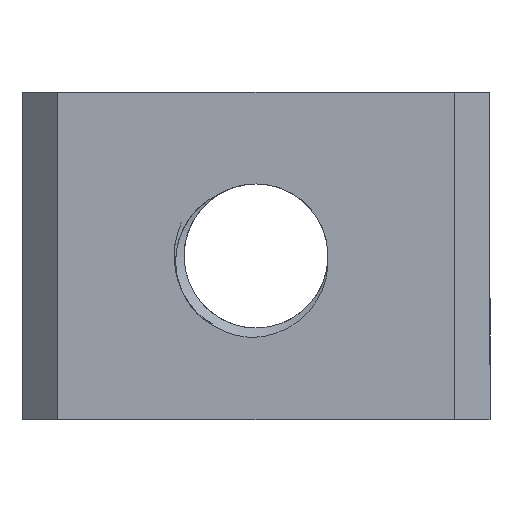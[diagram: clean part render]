
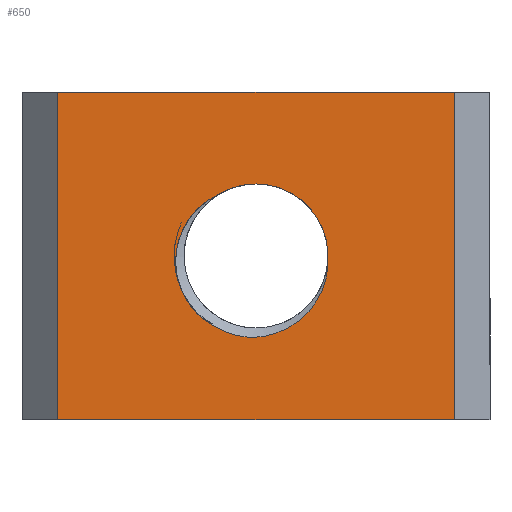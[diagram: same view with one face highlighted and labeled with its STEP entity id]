
A CAD part, front view. The second image highlights one B-rep face of the part: STEP entity #650.
In plain terms, the highlighted face is planar.
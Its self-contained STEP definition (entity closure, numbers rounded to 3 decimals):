
#28 = VERTEX_POINT ( 'NONE', #3178 ) ;
#124 = DIRECTION ( 'NONE',  ( 0., 0., -1. ) ) ;
#143 = CARTESIAN_POINT ( 'NONE',  ( -23., 11., 33.117 ) ) ;
#159 = CARTESIAN_POINT ( 'NONE',  ( -23., 10.034, 27.043 ) ) ;
#197 = CARTESIAN_POINT ( 'NONE',  ( -23., 5.8, 30.842 ) ) ;
#290 = VECTOR ( 'NONE', #1785, 1000. ) ;
#320 = ORIENTED_EDGE ( 'NONE', *, *, #416, .F. ) ;
#394 = EDGE_CURVE ( 'NONE', #3957, #3248, #1576, .T. ) ;
#416 = EDGE_CURVE ( 'NONE', #3594, #3957, #1908, .T. ) ;
#509 = CARTESIAN_POINT ( 'NONE',  ( -23., 26.128, 45.613 ) ) ;
#517 = DIRECTION ( 'NONE',  ( 0., -1., 0. ) ) ;
#546 = CARTESIAN_POINT ( 'NONE',  ( -23., 13.406, 27.325 ) ) ;
#559 = AXIS2_PLACEMENT_3D ( 'NONE', #2233, #1096, #1552 ) ;
#564 = ORIENTED_EDGE ( 'NONE', *, *, #1392, .T. ) ;
#650 = ADVANCED_FACE ( 'NONE', ( #4104, #2178 ), #3306, .F. ) ;
#907 = CARTESIAN_POINT ( 'NONE',  ( -23., 14.33, 27.828 ) ) ;
#1096 = DIRECTION ( 'NONE',  ( 1., 0., 0. ) ) ;
#1169 = EDGE_CURVE ( 'NONE', #1844, #28, #3430, .T. ) ;
#1197 = EDGE_CURVE ( 'NONE', #3181, #3248, #3884, .T. ) ;
#1268 = CARTESIAN_POINT ( 'NONE',  ( -23., 26.128, 20.613 ) ) ;
#1317 = CARTESIAN_POINT ( 'NONE',  ( -23., 11.359, 26.877 ) ) ;
#1335 = CARTESIAN_POINT ( 'NONE',  ( -23., 10.973, 26.885 ) ) ;
#1368 = DIRECTION ( 'NONE',  ( 0., 0., -1. ) ) ;
#1392 = EDGE_CURVE ( 'NONE', #4587, #3181, #3267, .T. ) ;
#1443 = CARTESIAN_POINT ( 'NONE',  ( -23., 11.511, 32.7 ) ) ;
#1552 = DIRECTION ( 'NONE',  ( 0., 0., -1. ) ) ;
#1576 = B_SPLINE_CURVE_WITH_KNOTS ( 'NONE', 3,
 ( #2798, #1335, #1652, #159, #2781, #2097, #4229, #1712, #4269, #3213, #3847, #4657, #3914, #4208, #2390, #197, #2757, #2043, #4604, #2409 ),
 .UNSPECIFIED., .F., .F.,
 ( 4, 2, 2, 2, 2, 2, 2, 2, 2, 4 ),
 ( 0., 0.001, 0.002, 0.002, 0.003, 0.005, 0.006, 0.007, 0.008, 0.009 ),
 .UNSPECIFIED. ) ;
#1595 = ORIENTED_EDGE ( 'NONE', *, *, #1197, .T. ) ;
#1603 = EDGE_CURVE ( 'NONE', #4587, #3594, #2117, .T. ) ;
#1652 = CARTESIAN_POINT ( 'NONE',  ( -23., 10.594, 26.926 ) ) ;
#1712 = CARTESIAN_POINT ( 'NONE',  ( -23., 8.769, 27.491 ) ) ;
#1726 = ORIENTED_EDGE ( 'NONE', *, *, #1603, .F. ) ;
#1785 = DIRECTION ( 'NONE',  ( 0., 0., 1. ) ) ;
#1838 = ORIENTED_EDGE ( 'NONE', *, *, #2162, .T. ) ;
#1844 = VERTEX_POINT ( 'NONE', #509 ) ;
#1908 = B_SPLINE_CURVE_WITH_KNOTS ( 'NONE', 3,
 ( #907, #4624, #546, #3157, #4284, #1317 ),
 .UNSPECIFIED., .F., .F.,
 ( 4, 2, 4 ),
 ( 0.002, 0.003, 0.005 ),
 .UNSPECIFIED. ) ;
#1962 = VERTEX_POINT ( 'NONE', #4227 ) ;
#2027 = DIRECTION ( 'NONE',  ( 1., 0., 0. ) ) ;
#2043 = CARTESIAN_POINT ( 'NONE',  ( -23., 5.54, 31.964 ) ) ;
#2097 = CARTESIAN_POINT ( 'NONE',  ( -23., 9.484, 27.203 ) ) ;
#2117 = CIRCLE ( 'NONE', #2304, 5.628 ) ;
#2162 = EDGE_CURVE ( 'NONE', #3806, #1962, #2959, .T. ) ;
#2178 = FACE_BOUND ( 'NONE', #3240, .T. ) ;
#2233 = CARTESIAN_POINT ( 'NONE',  ( -23., 26., 43.113 ) ) ;
#2252 = EDGE_LOOP ( 'NONE', ( #1838, #4322, #2298, #3466 ) ) ;
#2268 = VECTOR ( 'NONE', #4551, 1000. ) ;
#2298 = ORIENTED_EDGE ( 'NONE', *, *, #1169, .F. ) ;
#2304 = AXIS2_PLACEMENT_3D ( 'NONE', #1443, #4010, #3692 ) ;
#2390 = CARTESIAN_POINT ( 'NONE',  ( -23., 6.093, 30.138 ) ) ;
#2409 = CARTESIAN_POINT ( 'NONE',  ( -23., 5.514, 32.726 ) ) ;
#2452 = CARTESIAN_POINT ( 'NONE',  ( -23., 11., 33.117 ) ) ;
#2505 = LINE ( 'NONE', #1268, #2268 ) ;
#2757 = CARTESIAN_POINT ( 'NONE',  ( -23., 5.688, 31.207 ) ) ;
#2781 = CARTESIAN_POINT ( 'NONE',  ( -23., 9.85, 27.09 ) ) ;
#2798 = CARTESIAN_POINT ( 'NONE',  ( -23., 11.359, 26.877 ) ) ;
#2834 = ORIENTED_EDGE ( 'NONE', *, *, #394, .F. ) ;
#2907 = VECTOR ( 'NONE', #4780, 1000. ) ;
#2959 = LINE ( 'NONE', #3329, #2907 ) ;
#3013 = EDGE_CURVE ( 'NONE', #1844, #3806, #2505, .T. ) ;
#3157 = CARTESIAN_POINT ( 'NONE',  ( -23., 12.405, 27.004 ) ) ;
#3178 = CARTESIAN_POINT ( 'NONE',  ( -23., -4.128, 45.613 ) ) ;
#3181 = VERTEX_POINT ( 'NONE', #3970 ) ;
#3213 = CARTESIAN_POINT ( 'NONE',  ( -23., 7.797, 28.09 ) ) ;
#3222 = AXIS2_PLACEMENT_3D ( 'NONE', #2452, #3601, #1368 ) ;
#3240 = EDGE_LOOP ( 'NONE', ( #320, #1726, #564, #1595, #2834 ) ) ;
#3248 = VERTEX_POINT ( 'NONE', #3417 ) ;
#3261 = CARTESIAN_POINT ( 'NONE',  ( -23., 26.128, 20.613 ) ) ;
#3267 = CIRCLE ( 'NONE', #3222, 5.5 ) ;
#3306 = PLANE ( 'NONE',  #559 ) ;
#3312 = CARTESIAN_POINT ( 'NONE',  ( -23., 11.359, 26.877 ) ) ;
#3329 = CARTESIAN_POINT ( 'NONE',  ( -23., 28.878, 20.613 ) ) ;
#3356 = AXIS2_PLACEMENT_3D ( 'NONE', #143, #2027, #124 ) ;
#3417 = CARTESIAN_POINT ( 'NONE',  ( -23., 5.514, 32.726 ) ) ;
#3430 = LINE ( 'NONE', #3496, #4352 ) ;
#3466 = ORIENTED_EDGE ( 'NONE', *, *, #3013, .T. ) ;
#3496 = CARTESIAN_POINT ( 'NONE',  ( -23., 28.878, 45.613 ) ) ;
#3548 = LINE ( 'NONE', #4324, #290 ) ;
#3594 = VERTEX_POINT ( 'NONE', #4306 ) ;
#3601 = DIRECTION ( 'NONE',  ( 1., 0., 0. ) ) ;
#3634 = EDGE_CURVE ( 'NONE', #1962, #28, #3548, .T. ) ;
#3692 = DIRECTION ( 'NONE',  ( 0., 0., -1. ) ) ;
#3806 = VERTEX_POINT ( 'NONE', #3261 ) ;
#3847 = CARTESIAN_POINT ( 'NONE',  ( -23., 7.494, 28.334 ) ) ;
#3884 = CIRCLE ( 'NONE', #3356, 5.5 ) ;
#3914 = CARTESIAN_POINT ( 'NONE',  ( -23., 6.706, 29.163 ) ) ;
#3957 = VERTEX_POINT ( 'NONE', #3312 ) ;
#3970 = CARTESIAN_POINT ( 'NONE',  ( -23., 11., 38.617 ) ) ;
#4010 = DIRECTION ( 'NONE',  ( -1., 0., 0. ) ) ;
#4104 = FACE_OUTER_BOUND ( 'NONE', #2252, .T. ) ;
#4108 = CARTESIAN_POINT ( 'NONE',  ( -23., 13.861, 37.815 ) ) ;
#4208 = CARTESIAN_POINT ( 'NONE',  ( -23., 6.278, 29.796 ) ) ;
#4227 = CARTESIAN_POINT ( 'NONE',  ( -23., -4.128, 20.613 ) ) ;
#4229 = CARTESIAN_POINT ( 'NONE',  ( -23., 9.301, 27.269 ) ) ;
#4269 = CARTESIAN_POINT ( 'NONE',  ( -23., 8.433, 27.67 ) ) ;
#4284 = CARTESIAN_POINT ( 'NONE',  ( -23., 11.885, 26.908 ) ) ;
#4306 = CARTESIAN_POINT ( 'NONE',  ( -23., 14.33, 27.828 ) ) ;
#4322 = ORIENTED_EDGE ( 'NONE', *, *, #3634, .T. ) ;
#4324 = CARTESIAN_POINT ( 'NONE',  ( -23., -4.128, 45.613 ) ) ;
#4352 = VECTOR ( 'NONE', #517, 1000. ) ;
#4551 = DIRECTION ( 'NONE',  ( 0., 0., -1. ) ) ;
#4587 = VERTEX_POINT ( 'NONE', #4108 ) ;
#4604 = CARTESIAN_POINT ( 'NONE',  ( -23., 5.507, 32.346 ) ) ;
#4624 = CARTESIAN_POINT ( 'NONE',  ( -23., 13.888, 27.55 ) ) ;
#4657 = CARTESIAN_POINT ( 'NONE',  ( -23., 6.949, 28.87 ) ) ;
#4780 = DIRECTION ( 'NONE',  ( 0., -1., 0. ) ) ;
